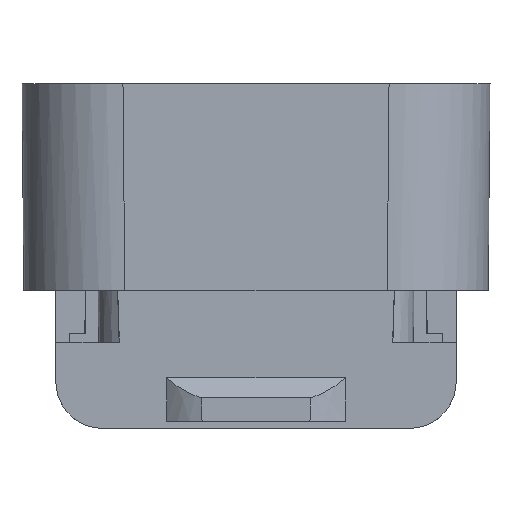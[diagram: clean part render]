
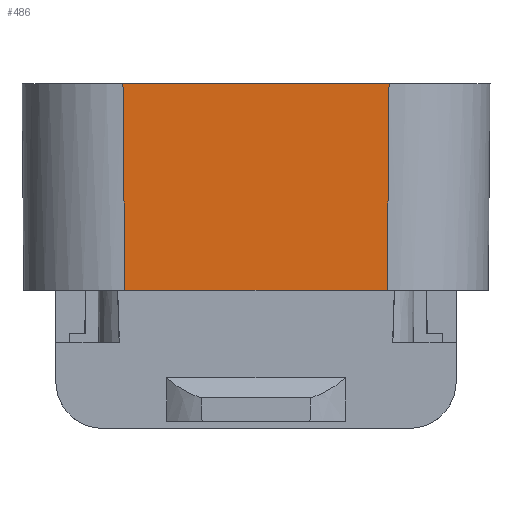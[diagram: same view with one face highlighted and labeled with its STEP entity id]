
A CAD part, front view. The second image highlights one B-rep face of the part: STEP entity #486.
In plain terms, the highlighted planar face has unit normal (0, -1, -0.009).
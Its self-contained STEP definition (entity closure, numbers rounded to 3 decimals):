
#171=FACE_OUTER_BOUND('',#1208,.T.);
#486=ADVANCED_FACE('',(#171),#800,.T.);
#800=PLANE('',#6270);
#1208=EDGE_LOOP('',(#1968,#1969,#1970,#1971,#1972,#1973));
#1968=ORIENTED_EDGE('',*,*,#4101,.F.);
#1969=ORIENTED_EDGE('',*,*,#4102,.T.);
#1970=ORIENTED_EDGE('',*,*,#4103,.F.);
#1971=ORIENTED_EDGE('',*,*,#4104,.T.);
#1972=ORIENTED_EDGE('',*,*,#4105,.F.);
#1973=ORIENTED_EDGE('',*,*,#4106,.T.);
#3459=VERTEX_POINT('',#8880);
#3460=VERTEX_POINT('',#8881);
#3461=VERTEX_POINT('',#8883);
#3462=VERTEX_POINT('',#8885);
#3463=VERTEX_POINT('',#8887);
#3464=VERTEX_POINT('',#8889);
#4101=EDGE_CURVE('',#3459,#3460,#4929,.T.);
#4102=EDGE_CURVE('',#3459,#3461,#4930,.T.);
#4103=EDGE_CURVE('',#3462,#3461,#4931,.T.);
#4104=EDGE_CURVE('',#3462,#3463,#4932,.T.);
#4105=EDGE_CURVE('',#3464,#3463,#4933,.T.);
#4106=EDGE_CURVE('',#3464,#3460,#4934,.T.);
#4929=LINE('',#8879,#5686);
#4930=LINE('',#8882,#5687);
#4931=LINE('',#8884,#5688);
#4932=LINE('',#8886,#5689);
#4933=LINE('',#8888,#5690);
#4934=LINE('',#8890,#5691);
#5686=VECTOR('',#7091,1.);
#5687=VECTOR('',#7092,1.);
#5688=VECTOR('',#7093,1.);
#5689=VECTOR('',#7094,1.);
#5690=VECTOR('',#7095,1.);
#5691=VECTOR('',#7096,1.);
#6270=AXIS2_PLACEMENT_3D('',#8891,#7097,#7098);
#7091=DIRECTION('',(-1.,0.,0.));
#7092=DIRECTION('',(1.,0.,0.));
#7093=DIRECTION('',(-0.009,0.009,-1.));
#7094=DIRECTION('',(-1.,0.,0.));
#7095=DIRECTION('',(1.,0.,0.));
#7096=DIRECTION('',(0.009,0.009,-1.));
#7097=DIRECTION('',(0.,-1.,-0.009));
#7098=DIRECTION('',(0.,0.009,-1.));
#8879=CARTESIAN_POINT('',(0.,-11.327,-10.6));
#8880=CARTESIAN_POINT('',(0.,-11.327,-10.6));
#8881=CARTESIAN_POINT('',(-11.177,-11.327,-10.6));
#8882=CARTESIAN_POINT('',(0.,-11.327,-10.6));
#8883=CARTESIAN_POINT('',(11.177,-11.327,-10.6));
#8884=CARTESIAN_POINT('',(11.33,-11.479,6.901));
#8885=CARTESIAN_POINT('',(11.331,-11.48,7.));
#8886=CARTESIAN_POINT('',(0.,-11.48,7.));
#8887=CARTESIAN_POINT('',(0.,-11.48,7.));
#8888=CARTESIAN_POINT('',(0.,-11.48,7.));
#8889=CARTESIAN_POINT('',(-11.331,-11.48,7.));
#8890=CARTESIAN_POINT('',(-11.33,-11.479,6.901));
#8891=CARTESIAN_POINT('',(0.,-11.48,7.));
